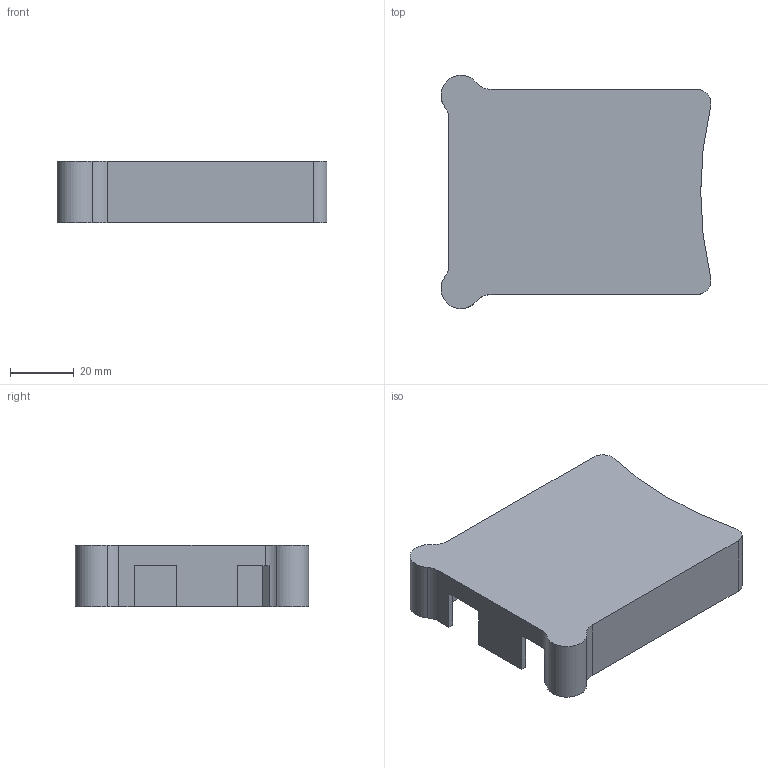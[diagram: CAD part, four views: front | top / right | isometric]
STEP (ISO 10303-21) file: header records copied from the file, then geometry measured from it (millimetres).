
FILE_DESCRIPTION(/* description */ ('Alibre Inc.'),/* implementation_level */ '2;1');
FILE_NAME(/* name */ 'export-B295AC7F-A188-43B5-8165-EF12E4D17B74',/* time_stamp */ '2019-08-22T16:08:24-05:00',/* author */ (''),/* organization */ (''),/* preprocessor_version */ 'ST-DEVELOPER v17',/* originating_system */ 'Alibre',/* authorisation */ '');
FILE_SCHEMA (('CONFIG_CONTROL_DESIGN'));
Length unit declared in the file: centimetre
Products named in the file (1): ID_1
Bounding box: 84.98 x 73.5 x 19.5 mm (x, y, z)
Volume: 36123.8 mm3; surface area: 20484.7 mm2
Topology: 1 solids, 1 shells, 36 faces, 90 edges, 60 vertices
Faces by surface type: plane 23, cylinder 13
Full cylindrical faces by diameter (mm): 2.5 x4
Entity records: 1107 total; most frequent: CARTESIAN_POINT 178, ORIENTED_EDGE 172, DIRECTION 158, EDGE_CURVE 86, AXIS2_PLACEMENT_3D 62, VERTEX_POINT 60, VECTOR 56, LINE 56
